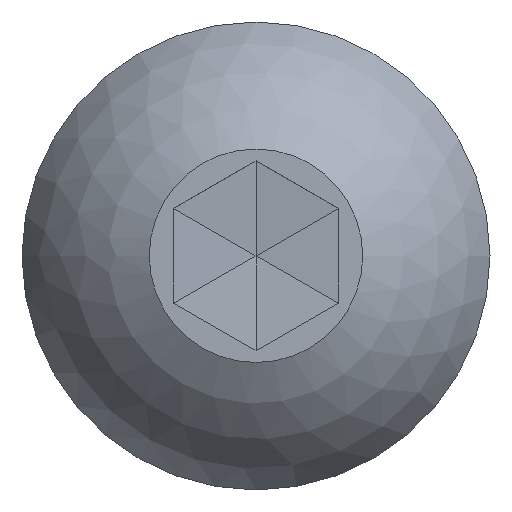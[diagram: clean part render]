
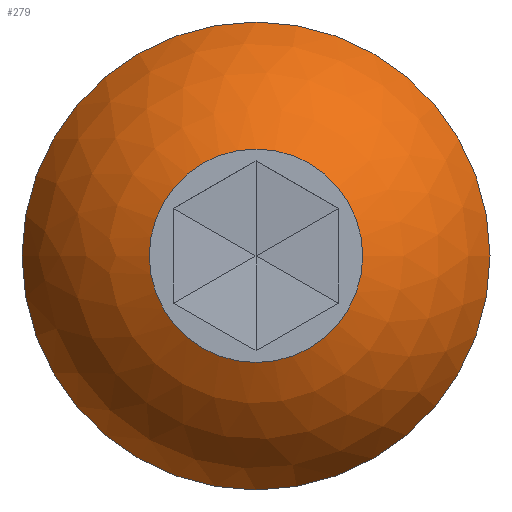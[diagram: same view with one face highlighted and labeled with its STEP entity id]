
A CAD part, top view. The second image highlights one B-rep face of the part: STEP entity #279.
In plain terms, the highlighted spherical face has radius 3.064 mm.
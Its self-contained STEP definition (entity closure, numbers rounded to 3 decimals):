
#19=SPHERICAL_SURFACE('',#320,3.064);
#57=FACE_OUTER_BOUND('',#78,.T.);
#78=EDGE_LOOP('',(#256,#257,#258,#259));
#136=CIRCLE('',#303,2.85);
#137=CIRCLE('',#319,1.3);
#138=CIRCLE('',#321,3.064);
#143=VERTEX_POINT('',#424);
#157=VERTEX_POINT('',#479);
#164=EDGE_CURVE('',#143,#143,#136,.T.);
#190=EDGE_CURVE('',#157,#157,#137,.T.);
#191=EDGE_CURVE('',#157,#143,#138,.T.);
#256=ORIENTED_EDGE('',*,*,#190,.T.);
#257=ORIENTED_EDGE('',*,*,#191,.T.);
#258=ORIENTED_EDGE('',*,*,#164,.F.);
#259=ORIENTED_EDGE('',*,*,#191,.F.);
#279=ADVANCED_FACE('',(#57),#19,.T.);
#303=AXIS2_PLACEMENT_3D('',#425,#344,#345);
#319=AXIS2_PLACEMENT_3D('',#480,#401,#402);
#320=AXIS2_PLACEMENT_3D('',#481,#403,#404);
#321=AXIS2_PLACEMENT_3D('',#482,#405,#406);
#344=DIRECTION('center_axis',(0.,0.,-1.));
#345=DIRECTION('ref_axis',(1.,0.,0.));
#401=DIRECTION('center_axis',(0.,0.,-1.));
#402=DIRECTION('ref_axis',(1.,0.,0.));
#403=DIRECTION('center_axis',(0.,0.,1.));
#404=DIRECTION('ref_axis',(1.,0.,0.));
#405=DIRECTION('center_axis',(0.,-1.,0.));
#406=DIRECTION('ref_axis',(-1.,0.,0.));
#424=CARTESIAN_POINT('',(-2.85,0.,0.));
#425=CARTESIAN_POINT('Origin',(0.,0.,0.));
#479=CARTESIAN_POINT('',(-1.3,0.,1.65));
#480=CARTESIAN_POINT('Origin',(0.,0.,1.65));
#481=CARTESIAN_POINT('Origin',(0.,0.,-1.124));
#482=CARTESIAN_POINT('Origin',(0.,0.,-1.124));
